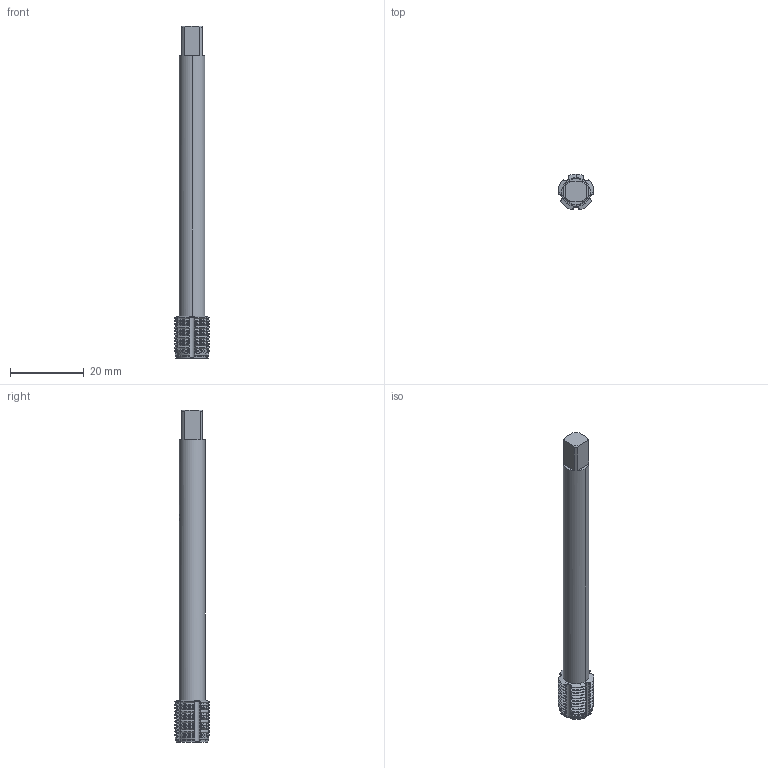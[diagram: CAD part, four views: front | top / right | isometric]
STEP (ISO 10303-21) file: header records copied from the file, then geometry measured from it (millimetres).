
FILE_DESCRIPTION(('no description'),'unknown implementation level');
FILE_NAME('solidIq_ggA0fMJN9D_st3JdsKHB0kG0_1.STP',' ',('CIM GmbH Aachen'),('CADClick - KiM GmbH - www.kimweb.de'),'unknown preprocess','ACIS','unknown authorization');
FILE_SCHEMA(('automotive_design'));
Length unit declared in the file: millimetre
Products named in the file (2): 1; 2
Bounding box: 9.73 x 9.65 x 90 mm (x, y, z)
Volume: 3656.5 mm3; surface area: 2936 mm2
Topology: 2 solids, 2 shells, 501 faces, 1435 edges, 938 vertices
Faces by surface type: cone 206, cylinder 168, plane 117, torus 10
Entity records: 34112 total; most frequent: CARTESIAN_POINT 5320, STYLED_ITEM 2876, PRESENTATION_STYLE_ASSIGNMENT 2876, COLOUR_RGB 2876, ORIENTED_EDGE 2870, DIRECTION 2572, EDGE_CURVE 1435, CURVE_STYLE 1435
